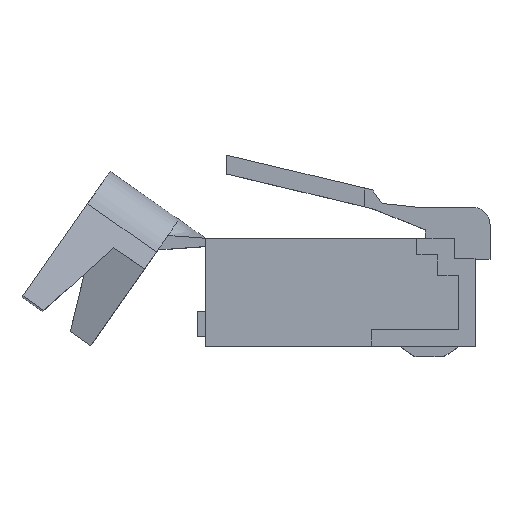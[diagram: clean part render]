
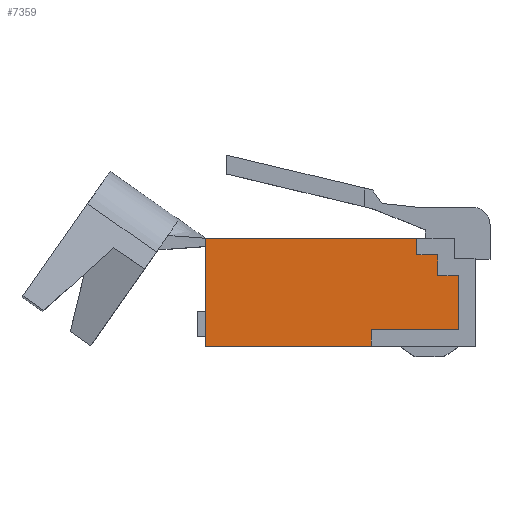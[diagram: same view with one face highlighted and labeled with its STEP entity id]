
A CAD part, top view. The second image highlights one B-rep face of the part: STEP entity #7359.
In plain terms, the highlighted face is planar.
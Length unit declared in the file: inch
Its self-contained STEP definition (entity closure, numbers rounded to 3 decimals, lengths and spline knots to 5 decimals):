
#16 = DIRECTION ( 'NONE',  ( 0., 1., 0. ) ) ;
#157 = CARTESIAN_POINT ( 'NONE',  ( 0.23, 0.09, -0.254 ) ) ;
#503 = CARTESIAN_POINT ( 'NONE',  ( 0.23, 0.13, 0.304 ) ) ;
#618 = VERTEX_POINT ( 'NONE', #3766 ) ;
#792 = ORIENTED_EDGE ( 'NONE', *, *, #8650, .T. ) ;
#908 = EDGE_CURVE ( 'NONE', #8948, #618, #5700, .T. ) ;
#1370 = CARTESIAN_POINT ( 'NONE',  ( 0.23, 0.13, 0.304 ) ) ;
#1414 = ORIENTED_EDGE ( 'NONE', *, *, #5705, .T. ) ;
#1444 = VECTOR ( 'NONE', #5508, 39.37008 ) ;
#1624 = EDGE_LOOP ( 'NONE', ( #3877, #7044, #6464, #1414, #2794, #4672, #1754, #792, #3625, #10753 ) ) ;
#1754 = ORIENTED_EDGE ( 'NONE', *, *, #9099, .T. ) ;
#1860 = CARTESIAN_POINT ( 'NONE',  ( 0.23, 0.13, -0.094 ) ) ;
#2561 = DIRECTION ( 'NONE',  ( 0., 0., -1. ) ) ;
#2620 = CARTESIAN_POINT ( 'NONE',  ( 0.23, 0.09, 0.304 ) ) ;
#2675 = LINE ( 'NONE', #8639, #9318 ) ;
#2789 = VECTOR ( 'NONE', #7943, 39.37008 ) ;
#2794 = ORIENTED_EDGE ( 'NONE', *, *, #7012, .T. ) ;
#2820 = DIRECTION ( 'NONE',  ( 0., 1., 0. ) ) ;
#3076 = VECTOR ( 'NONE', #2561, 39.37008 ) ;
#3094 = DIRECTION ( 'NONE',  ( 0., 0., -1. ) ) ;
#3276 = DIRECTION ( 'NONE',  ( 0., -1., 0. ) ) ;
#3331 = CARTESIAN_POINT ( 'NONE',  ( 0.23, 0.04, -0.304 ) ) ;
#3521 = VERTEX_POINT ( 'NONE', #4546 ) ;
#3607 = CARTESIAN_POINT ( 'NONE',  ( 0.23, 0.13, -0.204 ) ) ;
#3625 = ORIENTED_EDGE ( 'NONE', *, *, #10252, .F. ) ;
#3766 = CARTESIAN_POINT ( 'NONE',  ( 0.23, 0.13, 0.304 ) ) ;
#3877 = ORIENTED_EDGE ( 'NONE', *, *, #6740, .T. ) ;
#3998 = CARTESIAN_POINT ( 'NONE',  ( 0.23, 0.13, 0.304 ) ) ;
#4176 = VERTEX_POINT ( 'NONE', #7835 ) ;
#4259 = VECTOR ( 'NONE', #5335, 39.37008 ) ;
#4350 = LINE ( 'NONE', #5434, #6350 ) ;
#4423 = FACE_OUTER_BOUND ( 'NONE', #1624, .T. ) ;
#4529 = DIRECTION ( 'NONE',  ( 0., 0., 1. ) ) ;
#4546 = CARTESIAN_POINT ( 'NONE',  ( 0.23, -0.09, -0.094 ) ) ;
#4672 = ORIENTED_EDGE ( 'NONE', *, *, #7812, .T. ) ;
#4697 = VECTOR ( 'NONE', #3094, 39.37008 ) ;
#4961 = VERTEX_POINT ( 'NONE', #10282 ) ;
#5335 = DIRECTION ( 'NONE',  ( 0., 1., 0. ) ) ;
#5434 = CARTESIAN_POINT ( 'NONE',  ( 0.23, 0.13, -0.254 ) ) ;
#5508 = DIRECTION ( 'NONE',  ( 0., 1., 0. ) ) ;
#5645 = LINE ( 'NONE', #6520, #3076 ) ;
#5700 = LINE ( 'NONE', #1370, #10360 ) ;
#5705 = EDGE_CURVE ( 'NONE', #7624, #10274, #6546, .T. ) ;
#5769 = PLANE ( 'NONE',  #6594 ) ;
#6350 = VECTOR ( 'NONE', #2820, 39.37008 ) ;
#6464 = ORIENTED_EDGE ( 'NONE', *, *, #8808, .T. ) ;
#6520 = CARTESIAN_POINT ( 'NONE',  ( 0.23, -0.09, 0.304 ) ) ;
#6546 = LINE ( 'NONE', #9480, #4259 ) ;
#6594 = AXIS2_PLACEMENT_3D ( 'NONE', #503, #11071, #3276 ) ;
#6629 = CARTESIAN_POINT ( 'NONE',  ( 0.23, -0.09, -0.304 ) ) ;
#6740 = EDGE_CURVE ( 'NONE', #8948, #4176, #7004, .T. ) ;
#6854 = CARTESIAN_POINT ( 'NONE',  ( 0.23, -0.13, 0.304 ) ) ;
#6957 = EDGE_CURVE ( 'NONE', #4176, #3521, #8327, .T. ) ;
#7003 = LINE ( 'NONE', #3998, #9312 ) ;
#7004 = LINE ( 'NONE', #9003, #4697 ) ;
#7012 = EDGE_CURVE ( 'NONE', #10274, #4961, #2675, .T. ) ;
#7044 = ORIENTED_EDGE ( 'NONE', *, *, #6957, .T. ) ;
#7359 = ADVANCED_FACE ( 'NONE', ( #4423 ), #5769, .F. ) ;
#7381 = VERTEX_POINT ( 'NONE', #157 ) ;
#7624 = VERTEX_POINT ( 'NONE', #6629 ) ;
#7812 = EDGE_CURVE ( 'NONE', #4961, #7381, #4350, .T. ) ;
#7835 = CARTESIAN_POINT ( 'NONE',  ( 0.23, -0.13, -0.094 ) ) ;
#7943 = DIRECTION ( 'NONE',  ( 0., 0., 1. ) ) ;
#8224 = DIRECTION ( 'NONE',  ( 0., 0., -1. ) ) ;
#8327 = LINE ( 'NONE', #1860, #1444 ) ;
#8639 = CARTESIAN_POINT ( 'NONE',  ( 0.23, 0.04, 0.304 ) ) ;
#8650 = EDGE_CURVE ( 'NONE', #10020, #10061, #8883, .T. ) ;
#8808 = EDGE_CURVE ( 'NONE', #3521, #7624, #5645, .T. ) ;
#8883 = LINE ( 'NONE', #3607, #11255 ) ;
#8948 = VERTEX_POINT ( 'NONE', #6854 ) ;
#9003 = CARTESIAN_POINT ( 'NONE',  ( 0.23, -0.13, 0.304 ) ) ;
#9099 = EDGE_CURVE ( 'NONE', #7381, #10020, #9729, .T. ) ;
#9312 = VECTOR ( 'NONE', #8224, 39.37008 ) ;
#9318 = VECTOR ( 'NONE', #4529, 39.37008 ) ;
#9480 = CARTESIAN_POINT ( 'NONE',  ( 0.23, 0.13, -0.304 ) ) ;
#9729 = LINE ( 'NONE', #2620, #2789 ) ;
#10020 = VERTEX_POINT ( 'NONE', #11261 ) ;
#10061 = VERTEX_POINT ( 'NONE', #10136 ) ;
#10112 = DIRECTION ( 'NONE',  ( 0., 1., 0. ) ) ;
#10136 = CARTESIAN_POINT ( 'NONE',  ( 0.23, 0.13, -0.204 ) ) ;
#10252 = EDGE_CURVE ( 'NONE', #618, #10061, #7003, .T. ) ;
#10274 = VERTEX_POINT ( 'NONE', #3331 ) ;
#10282 = CARTESIAN_POINT ( 'NONE',  ( 0.23, 0.04, -0.254 ) ) ;
#10360 = VECTOR ( 'NONE', #16, 39.37008 ) ;
#10753 = ORIENTED_EDGE ( 'NONE', *, *, #908, .F. ) ;
#11071 = DIRECTION ( 'NONE',  ( -1., 0., 0. ) ) ;
#11255 = VECTOR ( 'NONE', #10112, 39.37008 ) ;
#11261 = CARTESIAN_POINT ( 'NONE',  ( 0.23, 0.09, -0.204 ) ) ;
